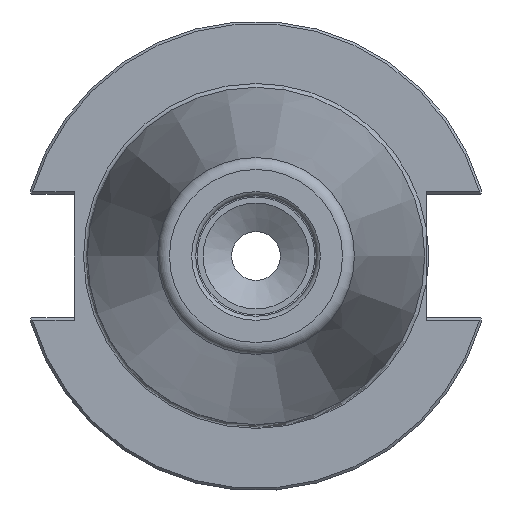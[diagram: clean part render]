
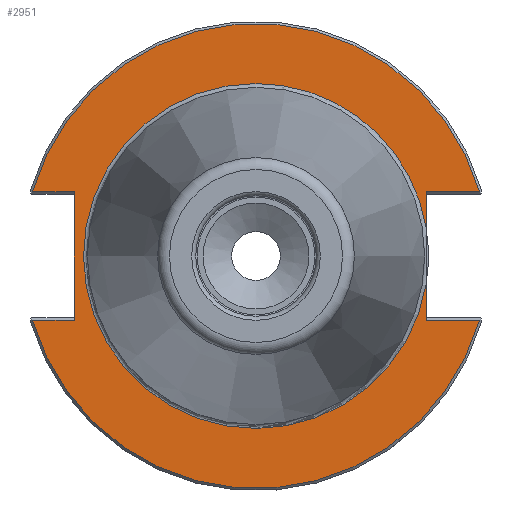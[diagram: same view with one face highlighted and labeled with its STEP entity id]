
A CAD part, left-side view. The second image highlights one B-rep face of the part: STEP entity #2951.
In plain terms, the highlighted planar face has unit normal (-1, 0, 0).
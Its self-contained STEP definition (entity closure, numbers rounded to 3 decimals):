
#176=PLANE('',#3170);
#253=FACE_OUTER_BOUND('',#410,.T.);
#410=EDGE_LOOP('',(#2050,#2051,#2052,#2053,#2054,#2055,#2056,#2057,#2058,
#2059,#2060));
#580=LINE('',#4750,#729);
#584=LINE('',#4758,#733);
#585=LINE('',#4762,#734);
#586=LINE('',#4764,#735);
#587=LINE('',#4766,#736);
#588=LINE('',#4770,#737);
#589=LINE('',#4772,#738);
#729=VECTOR('',#3655,10.);
#733=VECTOR('',#3661,10.);
#734=VECTOR('',#3664,10.);
#735=VECTOR('',#3665,10.);
#736=VECTOR('',#3666,10.);
#737=VECTOR('',#3669,10.);
#738=VECTOR('',#3670,10.);
#902=CIRCLE('',#3171,48.25);
#903=CIRCLE('',#3172,48.25);
#904=CIRCLE('',#3173,35.8);
#905=CIRCLE('',#3174,35.8);
#1159=VERTEX_POINT('',#4745);
#1160=VERTEX_POINT('',#4749);
#1163=VERTEX_POINT('',#4757);
#1164=VERTEX_POINT('',#4759);
#1165=VERTEX_POINT('',#4761);
#1166=VERTEX_POINT('',#4763);
#1167=VERTEX_POINT('',#4765);
#1168=VERTEX_POINT('',#4767);
#1169=VERTEX_POINT('',#4769);
#1170=VERTEX_POINT('',#4771);
#1171=VERTEX_POINT('',#4773);
#1520=EDGE_CURVE('',#1159,#1160,#580,.T.);
#1524=EDGE_CURVE('',#1163,#1160,#584,.T.);
#1525=EDGE_CURVE('',#1164,#1159,#902,.T.);
#1526=EDGE_CURVE('',#1165,#1164,#585,.T.);
#1527=EDGE_CURVE('',#1165,#1166,#586,.T.);
#1528=EDGE_CURVE('',#1167,#1166,#587,.T.);
#1529=EDGE_CURVE('',#1168,#1167,#903,.T.);
#1530=EDGE_CURVE('',#1169,#1168,#588,.T.);
#1531=EDGE_CURVE('',#1169,#1170,#589,.T.);
#1532=EDGE_CURVE('',#1170,#1171,#904,.T.);
#1533=EDGE_CURVE('',#1171,#1163,#905,.T.);
#2050=ORIENTED_EDGE('',*,*,#1524,.T.);
#2051=ORIENTED_EDGE('',*,*,#1520,.F.);
#2052=ORIENTED_EDGE('',*,*,#1525,.F.);
#2053=ORIENTED_EDGE('',*,*,#1526,.F.);
#2054=ORIENTED_EDGE('',*,*,#1527,.T.);
#2055=ORIENTED_EDGE('',*,*,#1528,.F.);
#2056=ORIENTED_EDGE('',*,*,#1529,.F.);
#2057=ORIENTED_EDGE('',*,*,#1530,.F.);
#2058=ORIENTED_EDGE('',*,*,#1531,.T.);
#2059=ORIENTED_EDGE('',*,*,#1532,.T.);
#2060=ORIENTED_EDGE('',*,*,#1533,.T.);
#2951=ADVANCED_FACE('',(#253),#176,.T.);
#3170=AXIS2_PLACEMENT_3D('',#4756,#3659,#3660);
#3171=AXIS2_PLACEMENT_3D('',#4760,#3662,#3663);
#3172=AXIS2_PLACEMENT_3D('',#4768,#3667,#3668);
#3173=AXIS2_PLACEMENT_3D('',#4774,#3671,#3672);
#3174=AXIS2_PLACEMENT_3D('',#4775,#3673,#3674);
#3655=DIRECTION('',(0.,1.,0.));
#3659=DIRECTION('center_axis',(-1.,0.,0.));
#3660=DIRECTION('ref_axis',(0.,0.,1.));
#3661=DIRECTION('',(0.,0.,1.));
#3662=DIRECTION('center_axis',(1.,0.,0.));
#3663=DIRECTION('ref_axis',(0.,0.,-1.));
#3664=DIRECTION('',(0.,1.,0.));
#3665=DIRECTION('',(0.,0.,-1.));
#3666=DIRECTION('',(0.,-1.,0.));
#3667=DIRECTION('center_axis',(1.,0.,0.));
#3668=DIRECTION('ref_axis',(0.,0.,-1.));
#3669=DIRECTION('',(0.,-1.,0.));
#3670=DIRECTION('',(0.,0.,1.));
#3671=DIRECTION('center_axis',(1.,0.,0.));
#3672=DIRECTION('ref_axis',(0.,0.,-1.));
#3673=DIRECTION('center_axis',(1.,0.,0.));
#3674=DIRECTION('ref_axis',(0.,0.,-1.));
#4745=CARTESIAN_POINT('',(3.175,-46.373,13.325));
#4749=CARTESIAN_POINT('',(3.175,-35.3,13.325));
#4750=CARTESIAN_POINT('',(3.175,6.475,13.325));
#4756=CARTESIAN_POINT('Origin',(3.175,48.25,0.));
#4757=CARTESIAN_POINT('',(3.175,-35.3,5.962));
#4758=CARTESIAN_POINT('',(3.175,-35.3,-6.413));
#4759=CARTESIAN_POINT('',(3.175,46.373,13.325));
#4760=CARTESIAN_POINT('Origin',(3.175,0.,0.));
#4761=CARTESIAN_POINT('',(3.175,37.7,13.325));
#4762=CARTESIAN_POINT('',(3.175,61.395,13.325));
#4763=CARTESIAN_POINT('',(3.175,37.7,-13.325));
#4764=CARTESIAN_POINT('',(3.175,37.7,6.413));
#4765=CARTESIAN_POINT('',(3.175,46.373,-13.325));
#4766=CARTESIAN_POINT('',(3.175,42.975,-13.325));
#4767=CARTESIAN_POINT('',(3.175,-46.373,-13.325));
#4768=CARTESIAN_POINT('Origin',(3.175,0.,0.));
#4769=CARTESIAN_POINT('',(3.175,-35.3,-13.325));
#4770=CARTESIAN_POINT('',(3.175,-13.707,-13.325));
#4771=CARTESIAN_POINT('',(3.175,-35.3,-5.962));
#4772=CARTESIAN_POINT('',(3.175,-35.3,-6.413));
#4773=CARTESIAN_POINT('',(3.175,0.,35.8));
#4774=CARTESIAN_POINT('Origin',(3.175,0.,0.));
#4775=CARTESIAN_POINT('Origin',(3.175,0.,0.));
